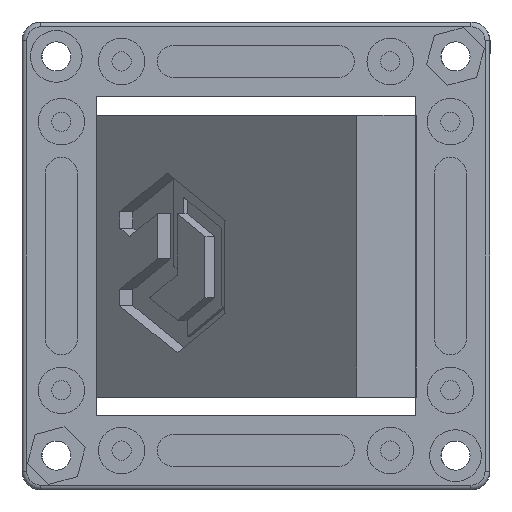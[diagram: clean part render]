
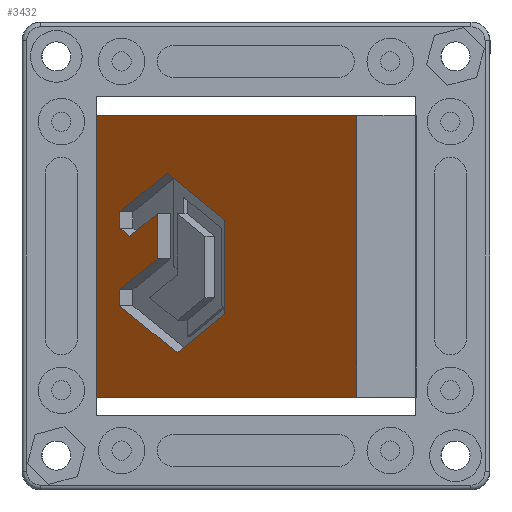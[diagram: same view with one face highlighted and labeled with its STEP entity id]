
A CAD part, front view. The second image highlights one B-rep face of the part: STEP entity #3432.
In plain terms, the highlighted planar face has unit normal (-0.707, -0.707, 0).
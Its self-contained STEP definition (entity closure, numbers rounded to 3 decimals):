
#251=FACE_BOUND('',#528,.T.);
#328=FACE_OUTER_BOUND('',#527,.T.);
#527=EDGE_LOOP('',(#2474,#2475,#2476,#2477));
#528=EDGE_LOOP('',(#2478,#2479,#2480,#2481,#2482,#2483,#2484,#2485,#2486,
#2487,#2488));
#748=LINE('',#5079,#1118);
#752=LINE('',#5086,#1122);
#755=LINE('',#5092,#1125);
#758=LINE('',#5098,#1128);
#761=LINE('',#5104,#1131);
#764=LINE('',#5110,#1134);
#767=LINE('',#5116,#1137);
#770=LINE('',#5122,#1140);
#773=LINE('',#5128,#1143);
#798=LINE('',#5178,#1168);
#800=LINE('',#5181,#1170);
#816=LINE('',#5215,#1186);
#835=LINE('',#5252,#1205);
#836=LINE('',#5255,#1206);
#837=LINE('',#5256,#1207);
#1118=VECTOR('',#4044,10.);
#1122=VECTOR('',#4050,10.);
#1125=VECTOR('',#4055,10.);
#1128=VECTOR('',#4060,10.);
#1131=VECTOR('',#4065,10.);
#1134=VECTOR('',#4070,10.);
#1137=VECTOR('',#4075,10.);
#1140=VECTOR('',#4080,10.);
#1143=VECTOR('',#4085,10.);
#1168=VECTOR('',#4134,10.);
#1170=VECTOR('',#4138,10.);
#1186=VECTOR('',#4162,10.);
#1205=VECTOR('',#4195,10.);
#1206=VECTOR('',#4198,10.);
#1207=VECTOR('',#4199,10.);
#1482=VERTEX_POINT('',#5077);
#1483=VERTEX_POINT('',#5078);
#1485=VERTEX_POINT('',#5085);
#1487=VERTEX_POINT('',#5091);
#1489=VERTEX_POINT('',#5097);
#1491=VERTEX_POINT('',#5103);
#1493=VERTEX_POINT('',#5109);
#1495=VERTEX_POINT('',#5115);
#1497=VERTEX_POINT('',#5121);
#1499=VERTEX_POINT('',#5127);
#1512=VERTEX_POINT('',#5177);
#1525=VERTEX_POINT('',#5212);
#1526=VERTEX_POINT('',#5214);
#1537=VERTEX_POINT('',#5250);
#1538=VERTEX_POINT('',#5254);
#1810=EDGE_CURVE('',#1482,#1483,#748,.T.);
#1814=EDGE_CURVE('',#1485,#1482,#752,.T.);
#1817=EDGE_CURVE('',#1487,#1485,#755,.T.);
#1820=EDGE_CURVE('',#1489,#1487,#758,.T.);
#1823=EDGE_CURVE('',#1491,#1489,#761,.T.);
#1826=EDGE_CURVE('',#1493,#1491,#764,.T.);
#1829=EDGE_CURVE('',#1495,#1493,#767,.T.);
#1832=EDGE_CURVE('',#1497,#1495,#770,.T.);
#1835=EDGE_CURVE('',#1499,#1497,#773,.T.);
#1860=EDGE_CURVE('',#1483,#1512,#798,.T.);
#1862=EDGE_CURVE('',#1512,#1499,#800,.T.);
#1878=EDGE_CURVE('',#1526,#1525,#816,.T.);
#1897=EDGE_CURVE('',#1525,#1537,#835,.T.);
#1898=EDGE_CURVE('',#1538,#1537,#836,.T.);
#1899=EDGE_CURVE('',#1526,#1538,#837,.T.);
#2474=ORIENTED_EDGE('',*,*,#1878,.T.);
#2475=ORIENTED_EDGE('',*,*,#1897,.T.);
#2476=ORIENTED_EDGE('',*,*,#1898,.F.);
#2477=ORIENTED_EDGE('',*,*,#1899,.F.);
#2478=ORIENTED_EDGE('',*,*,#1810,.T.);
#2479=ORIENTED_EDGE('',*,*,#1860,.T.);
#2480=ORIENTED_EDGE('',*,*,#1862,.T.);
#2481=ORIENTED_EDGE('',*,*,#1835,.T.);
#2482=ORIENTED_EDGE('',*,*,#1832,.T.);
#2483=ORIENTED_EDGE('',*,*,#1829,.T.);
#2484=ORIENTED_EDGE('',*,*,#1826,.T.);
#2485=ORIENTED_EDGE('',*,*,#1823,.T.);
#2486=ORIENTED_EDGE('',*,*,#1820,.T.);
#2487=ORIENTED_EDGE('',*,*,#1817,.T.);
#2488=ORIENTED_EDGE('',*,*,#1814,.T.);
#3295=PLANE('',#3714);
#3432=ADVANCED_FACE('',(#328,#251),#3295,.T.);
#3714=AXIS2_PLACEMENT_3D('',#5253,#4196,#4197);
#4044=DIRECTION('',(0.612,-0.612,0.5));
#4050=DIRECTION('',(0.,0.,1.));
#4055=DIRECTION('',(-0.612,0.612,0.5));
#4060=DIRECTION('',(-0.612,0.612,-0.5));
#4065=DIRECTION('',(0.,0.,1.));
#4070=DIRECTION('',(0.612,-0.612,0.5));
#4075=DIRECTION('',(0.,0.,1.));
#4080=DIRECTION('',(-0.612,0.612,0.5));
#4085=DIRECTION('',(-0.612,0.612,-0.5));
#4134=DIRECTION('',(0.612,-0.612,-0.5));
#4138=DIRECTION('',(0.,0.,-1.));
#4162=DIRECTION('',(0.707,-0.707,0.));
#4195=DIRECTION('',(0.,0.,1.));
#4196=DIRECTION('center_axis',(-0.707,-0.707,0.));
#4197=DIRECTION('ref_axis',(0.707,-0.707,0.));
#4198=DIRECTION('',(0.707,-0.707,0.));
#4199=DIRECTION('',(0.,0.,1.));
#5077=CARTESIAN_POINT('',(-14.627,0.255,19.716));
#5078=CARTESIAN_POINT('',(-9.564,-4.808,23.85));
#5079=CARTESIAN_POINT('',(-21.536,7.164,14.075));
#5085=CARTESIAN_POINT('',(-14.627,0.255,17.984));
#5086=CARTESIAN_POINT('',(-14.627,0.255,8.992));
#5091=CARTESIAN_POINT('',(-13.567,-0.805,17.118));
#5092=CARTESIAN_POINT('',(-15.235,0.862,18.48));
#5097=CARTESIAN_POINT('',(-10.625,-3.747,19.52));
#5098=CARTESIAN_POINT('',(-19.005,4.633,12.678));
#5103=CARTESIAN_POINT('',(-10.625,-3.747,14.716));
#5104=CARTESIAN_POINT('',(-10.625,-3.747,7.358));
#5109=CARTESIAN_POINT('',(-14.627,0.255,11.448));
#5110=CARTESIAN_POINT('',(-20.271,5.899,6.84));
#5115=CARTESIAN_POINT('',(-14.627,0.255,9.716));
#5116=CARTESIAN_POINT('',(-14.627,0.255,4.858));
#5121=CARTESIAN_POINT('',(-8.504,-5.869,4.716));
#5122=CARTESIAN_POINT('',(-13.969,-0.403,9.178));
#5127=CARTESIAN_POINT('',(-3.441,-10.932,8.85));
#5128=CARTESIAN_POINT('',(-12.881,-1.491,1.142));
#5177=CARTESIAN_POINT('',(-3.441,-10.932,18.85));
#5178=CARTESIAN_POINT('',(-11.702,-2.67,25.596));
#5181=CARTESIAN_POINT('',(-3.441,-10.932,9.425));
#5212=CARTESIAN_POINT('',(10.631,-25.003,0.));
#5214=CARTESIAN_POINT('',(-25.003,10.631,0.));
#5215=CARTESIAN_POINT('',(-25.003,10.631,0.));
#5250=CARTESIAN_POINT('',(10.631,-25.003,30.));
#5252=CARTESIAN_POINT('',(10.631,-25.003,0.));
#5253=CARTESIAN_POINT('Origin',(-25.003,10.631,0.));
#5254=CARTESIAN_POINT('',(-25.003,10.631,30.));
#5255=CARTESIAN_POINT('',(-25.003,10.631,30.));
#5256=CARTESIAN_POINT('',(-25.003,10.631,0.));
